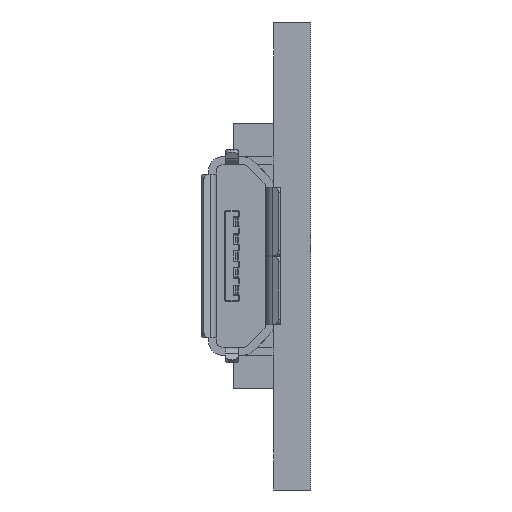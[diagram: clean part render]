
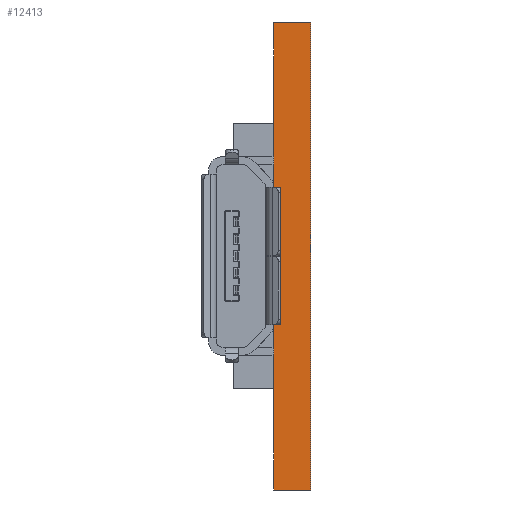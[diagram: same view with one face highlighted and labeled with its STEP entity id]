
A CAD part, left-side view. The second image highlights one B-rep face of the part: STEP entity #12413.
In plain terms, the highlighted planar face has unit normal (-1, 0, 0).
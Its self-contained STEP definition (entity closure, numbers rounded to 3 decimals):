
#202=PLANE('',#13197);
#633=FACE_OUTER_BOUND('',#1360,.T.);
#1360=EDGE_LOOP('',(#8566,#8567,#8568,#8569));
#2023=LINE('',#18198,#3394);
#2027=LINE('',#18207,#3398);
#2031=LINE('',#18213,#3402);
#2032=LINE('',#18215,#3403);
#3394=VECTOR('',#14510,1000.);
#3398=VECTOR('',#14516,1000.);
#3402=VECTOR('',#14524,1000.);
#3403=VECTOR('',#14527,1000.);
#5277=VERTEX_POINT('',#18195);
#5278=VERTEX_POINT('',#18197);
#5281=VERTEX_POINT('',#18204);
#5282=VERTEX_POINT('',#18206);
#6555=EDGE_CURVE('',#5277,#5278,#2023,.T.);
#6559=EDGE_CURVE('',#5282,#5281,#2027,.T.);
#6563=EDGE_CURVE('',#5277,#5282,#2031,.T.);
#6564=EDGE_CURVE('',#5278,#5281,#2032,.T.);
#8566=ORIENTED_EDGE('',*,*,#6559,.T.);
#8567=ORIENTED_EDGE('',*,*,#6564,.F.);
#8568=ORIENTED_EDGE('',*,*,#6555,.F.);
#8569=ORIENTED_EDGE('',*,*,#6563,.T.);
#12413=ADVANCED_FACE('',(#633),#202,.F.);
#13197=AXIS2_PLACEMENT_3D('',#18214,#14525,#14526);
#14510=DIRECTION('',(0.,0.,1.));
#14516=DIRECTION('',(0.,0.,1.));
#14524=DIRECTION('',(0.,-1.,0.));
#14525=DIRECTION('center_axis',(1.,0.,0.));
#14526=DIRECTION('ref_axis',(0.,0.,-1.));
#14527=DIRECTION('',(0.,-1.,0.));
#18195=CARTESIAN_POINT('',(-17.75,1.4,-8.85));
#18197=CARTESIAN_POINT('',(-17.75,1.4,8.85));
#18198=CARTESIAN_POINT('',(-17.75,1.4,-8.85));
#18204=CARTESIAN_POINT('',(-17.75,0.,8.85));
#18206=CARTESIAN_POINT('',(-17.75,0.,-8.85));
#18207=CARTESIAN_POINT('',(-17.75,0.,-8.85));
#18213=CARTESIAN_POINT('',(-17.75,1.4,-8.85));
#18214=CARTESIAN_POINT('Origin',(-17.75,1.4,-8.85));
#18215=CARTESIAN_POINT('',(-17.75,1.4,8.85));
